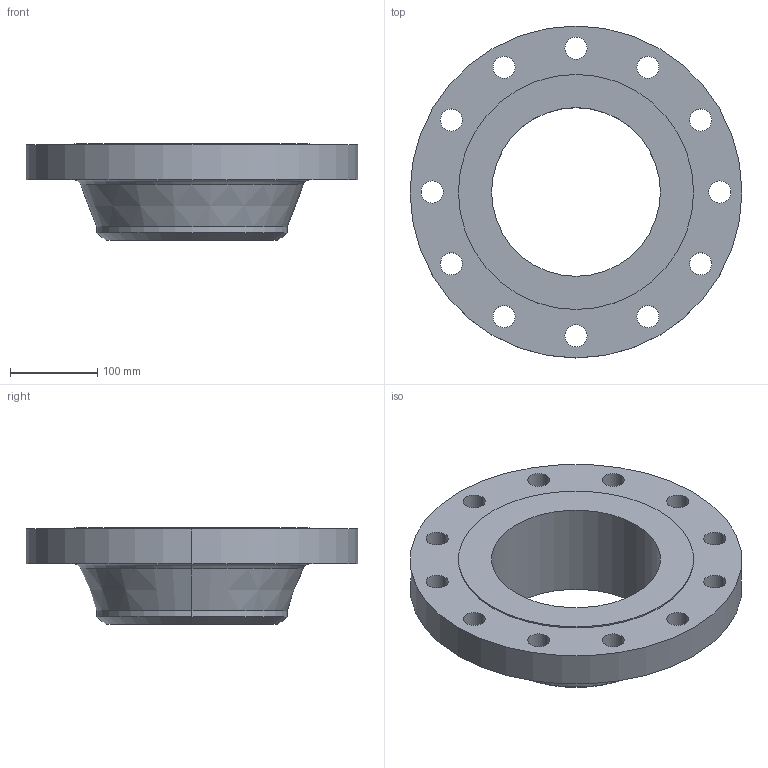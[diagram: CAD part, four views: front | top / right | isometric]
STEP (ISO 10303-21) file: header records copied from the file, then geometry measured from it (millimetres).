
FILE_DESCRIPTION (( 'STEP AP203' ), '1' );
FILE_NAME ('8_300_B165_RF_WNF_OB_S80.STEP', '2024-01-17T00:09:38', ( '' ), ( '' ), 'SwSTEP 2.0', 'SolidWorks 2023', '' );
FILE_SCHEMA (( 'CONFIG_CONTROL_DESIGN' ));
Length unit declared in the file: inch
Products named in the file (1): 8_300_B165_RF_WNF_OB_S80
Bounding box: 381 x 381 x 111.12 mm (x, y, z)
Volume: 4115674.5 mm3; surface area: 345015.7 mm2
Topology: 1 solids, 1 shells, 42 faces, 108 edges, 70 vertices
Faces by surface type: cylinder 32, cone 4, plane 4, torus 2
Entity records: 1447 total; most frequent: DIRECTION 266, CARTESIAN_POINT 221, ORIENTED_EDGE 216, AXIS2_PLACEMENT_3D 115, EDGE_CURVE 108, CIRCLE 72, EDGE_LOOP 70, VERTEX_POINT 70
